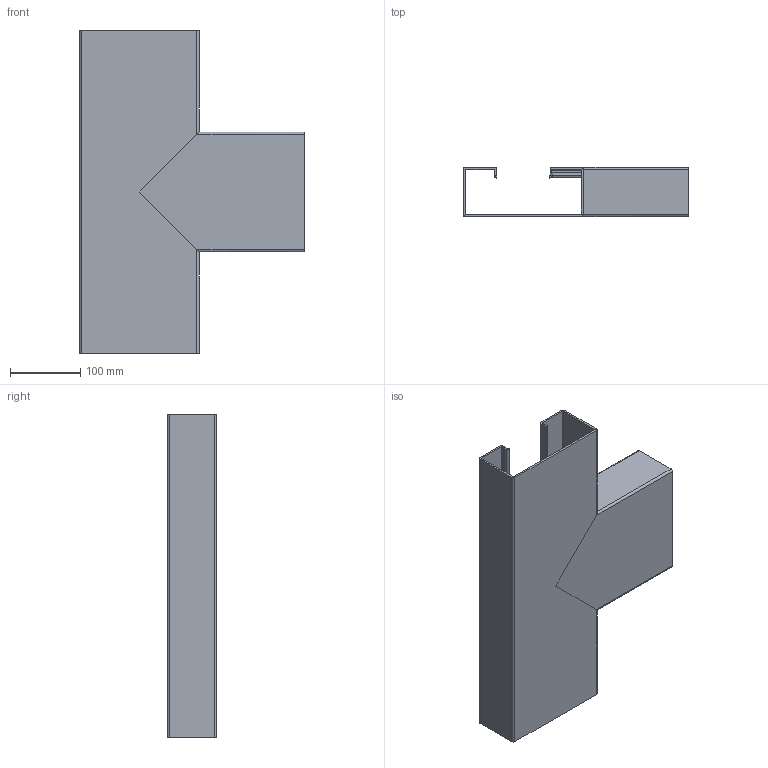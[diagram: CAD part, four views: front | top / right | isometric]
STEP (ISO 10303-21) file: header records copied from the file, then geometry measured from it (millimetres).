
FILE_DESCRIPTION (( 'STEP AP214' ), '1' );
FILE_NAME ('6114370.stp', '2016-05-11T11:39:44', ( '' ), ( '' ), 'SwSTEP 2.0', 'SolidWorks 2014', '' );
FILE_SCHEMA (( 'AUTOMOTIVE_DESIGN' ));
Length unit declared in the file: millimetre
Products named in the file (3): 014555_GK-T70170; 014554_GK-T70170; 6114370
Assembly tree (2 placements, depth 2):
  6114370
    014554_GK-T70170
    014555_GK-T70170
Bounding box: 320 x 70 x 460 mm (x, y, z)
Volume: 635684.9 mm3; surface area: 486295.8 mm2
Topology: 2 solids, 2 shells, 133 faces, 387 edges, 258 vertices
Faces by surface type: plane 73, cylinder 60
Entity records: 4483 total; most frequent: CARTESIAN_POINT 927, ORIENTED_EDGE 774, DIRECTION 687, EDGE_CURVE 387, VECTOR 267, LINE 267, VERTEX_POINT 258, AXIS2_PLACEMENT_3D 210
